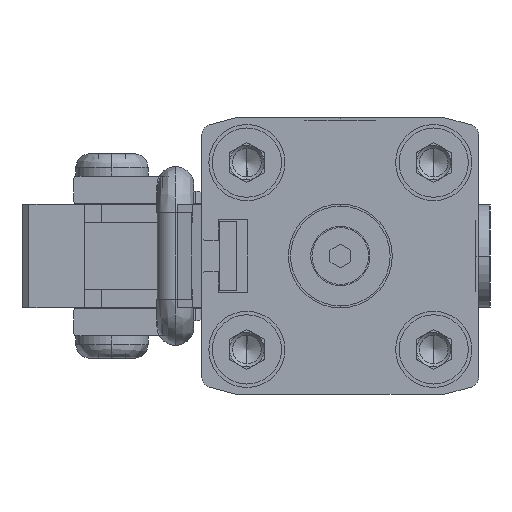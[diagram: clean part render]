
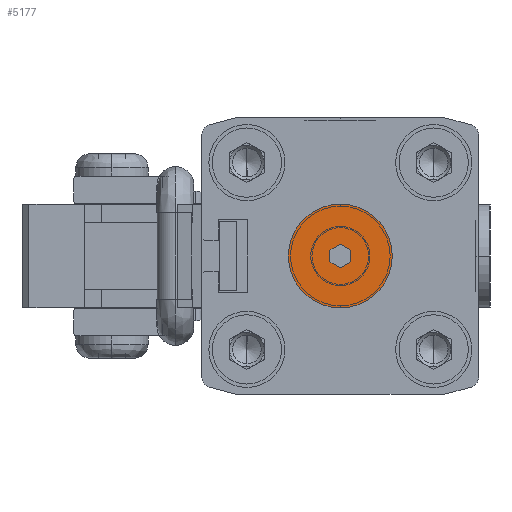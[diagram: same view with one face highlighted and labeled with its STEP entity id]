
A CAD part, left-side view. The second image highlights one B-rep face of the part: STEP entity #5177.
In plain terms, the highlighted planar face has unit normal (-1, 0, 0).
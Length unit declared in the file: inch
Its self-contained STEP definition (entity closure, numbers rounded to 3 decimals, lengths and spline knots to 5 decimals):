
#87 = CARTESIAN_POINT ( 'NONE',  ( -27.62331, -0.01969, 0.0341 ) ) ;
#103 = EDGE_LOOP ( 'NONE', ( #13203, #24250 ) ) ;
#341 = VERTEX_POINT ( 'NONE', #10120 ) ;
#475 = LINE ( 'NONE', #6957, #22361 ) ;
#934 = AXIS2_PLACEMENT_3D ( 'NONE', #9949, #2110, #16564 ) ;
#1116 = CARTESIAN_POINT ( 'NONE',  ( -27.62331, -0.07874, -0.29528 ) ) ;
#1119 = EDGE_CURVE ( 'NONE', #17018, #5090, #23251, .T. ) ;
#1864 = EDGE_CURVE ( 'NONE', #9199, #2145, #12820, .T. ) ;
#1950 = CARTESIAN_POINT ( 'NONE',  ( -27.62331, -0.07874, -0.06819 ) ) ;
#2110 = DIRECTION ( 'NONE',  ( 1., 0., 0. ) ) ;
#2145 = VERTEX_POINT ( 'NONE', #1116 ) ;
#2760 = DIRECTION ( 'NONE',  ( 0., -0.866, -0.5 ) ) ;
#3263 = VECTOR ( 'NONE', #16777, 39.37008 ) ;
#3468 = EDGE_CURVE ( 'NONE', #341, #21046, #21757, .T. ) ;
#3665 = DIRECTION ( 'NONE',  ( 0., 0., 1. ) ) ;
#4031 = AXIS2_PLACEMENT_3D ( 'NONE', #8656, #27267, #8384 ) ;
#5090 = VERTEX_POINT ( 'NONE', #11381 ) ;
#5177 = ADVANCED_FACE ( 'NONE', ( #9989, #9852 ), #11785, .F. ) ;
#5200 = DIRECTION ( 'NONE',  ( 1., 0., 0. ) ) ;
#5580 = CARTESIAN_POINT ( 'NONE',  ( -27.62331, -0.1378, -0.0341 ) ) ;
#5720 = VERTEX_POINT ( 'NONE', #26769 ) ;
#6362 = EDGE_CURVE ( 'NONE', #9207, #341, #15297, .T. ) ;
#6556 = DIRECTION ( 'NONE',  ( 0., 0., 1. ) ) ;
#6669 = ORIENTED_EDGE ( 'NONE', *, *, #1119, .T. ) ;
#6877 = DIRECTION ( 'NONE',  ( 0., 0., -1. ) ) ;
#6957 = CARTESIAN_POINT ( 'NONE',  ( -27.62331, -0.01969, -0.0341 ) ) ;
#7418 = ORIENTED_EDGE ( 'NONE', *, *, #6362, .T. ) ;
#7830 = CARTESIAN_POINT ( 'NONE',  ( -27.62331, -0.07874, 0.29528 ) ) ;
#8262 = ORIENTED_EDGE ( 'NONE', *, *, #25953, .T. ) ;
#8364 = DIRECTION ( 'NONE',  ( 0., -0.866, 0.5 ) ) ;
#8384 = DIRECTION ( 'NONE',  ( 0., 0., 1. ) ) ;
#8656 = CARTESIAN_POINT ( 'NONE',  ( -27.62331, -0.07874, 0. ) ) ;
#9199 = VERTEX_POINT ( 'NONE', #7830 ) ;
#9207 = VERTEX_POINT ( 'NONE', #24650 ) ;
#9215 = CARTESIAN_POINT ( 'NONE',  ( -27.62331, -0.1378, 0.0341 ) ) ;
#9239 = EDGE_CURVE ( 'NONE', #2145, #9199, #19432, .T. ) ;
#9852 = FACE_BOUND ( 'NONE', #16294, .T. ) ;
#9949 = CARTESIAN_POINT ( 'NONE',  ( -27.62331, -0.07874, 0. ) ) ;
#9989 = FACE_OUTER_BOUND ( 'NONE', #103, .T. ) ;
#10116 = CARTESIAN_POINT ( 'NONE',  ( -27.62331, -0.1378, -0.0341 ) ) ;
#10120 = CARTESIAN_POINT ( 'NONE',  ( -27.62331, -0.1378, 0.0341 ) ) ;
#11381 = CARTESIAN_POINT ( 'NONE',  ( -27.62331, -0.01969, -0.0341 ) ) ;
#11785 = PLANE ( 'NONE',  #19678 ) ;
#12820 = CIRCLE ( 'NONE', #934, 0.29528 ) ;
#13001 = EDGE_CURVE ( 'NONE', #5090, #5720, #475, .T. ) ;
#13203 = ORIENTED_EDGE ( 'NONE', *, *, #9239, .F. ) ;
#13859 = CARTESIAN_POINT ( 'NONE',  ( -27.62331, 0.21654, -0.7874 ) ) ;
#14455 = VECTOR ( 'NONE', #8364, 39.37008 ) ;
#15297 = LINE ( 'NONE', #21639, #15901 ) ;
#15901 = VECTOR ( 'NONE', #2760, 39.37008 ) ;
#16294 = EDGE_LOOP ( 'NONE', ( #8262, #7418, #21974, #19887, #6669, #21701 ) ) ;
#16356 = LINE ( 'NONE', #87, #14455 ) ;
#16564 = DIRECTION ( 'NONE',  ( 0., 0., 1. ) ) ;
#16777 = DIRECTION ( 'NONE',  ( 0., 0.866, 0.5 ) ) ;
#17018 = VERTEX_POINT ( 'NONE', #1950 ) ;
#18899 = VECTOR ( 'NONE', #20601, 39.37008 ) ;
#19432 = CIRCLE ( 'NONE', #4031, 0.29528 ) ;
#19678 = AXIS2_PLACEMENT_3D ( 'NONE', #13859, #5200, #3665 ) ;
#19887 = ORIENTED_EDGE ( 'NONE', *, *, #26360, .T. ) ;
#20601 = DIRECTION ( 'NONE',  ( 0., 0.866, -0.5 ) ) ;
#20645 = CARTESIAN_POINT ( 'NONE',  ( -27.62331, -0.07874, -0.06819 ) ) ;
#21046 = VERTEX_POINT ( 'NONE', #5580 ) ;
#21639 = CARTESIAN_POINT ( 'NONE',  ( -27.62331, -0.07874, 0.06819 ) ) ;
#21701 = ORIENTED_EDGE ( 'NONE', *, *, #13001, .T. ) ;
#21757 = LINE ( 'NONE', #9215, #27172 ) ;
#21974 = ORIENTED_EDGE ( 'NONE', *, *, #3468, .T. ) ;
#22361 = VECTOR ( 'NONE', #6556, 39.37008 ) ;
#23251 = LINE ( 'NONE', #20645, #3263 ) ;
#24250 = ORIENTED_EDGE ( 'NONE', *, *, #1864, .F. ) ;
#24650 = CARTESIAN_POINT ( 'NONE',  ( -27.62331, -0.07874, 0.06819 ) ) ;
#25953 = EDGE_CURVE ( 'NONE', #5720, #9207, #16356, .T. ) ;
#26360 = EDGE_CURVE ( 'NONE', #21046, #17018, #27071, .T. ) ;
#26769 = CARTESIAN_POINT ( 'NONE',  ( -27.62331, -0.01969, 0.0341 ) ) ;
#27071 = LINE ( 'NONE', #10116, #18899 ) ;
#27172 = VECTOR ( 'NONE', #6877, 39.37008 ) ;
#27267 = DIRECTION ( 'NONE',  ( 1., 0., 0. ) ) ;
